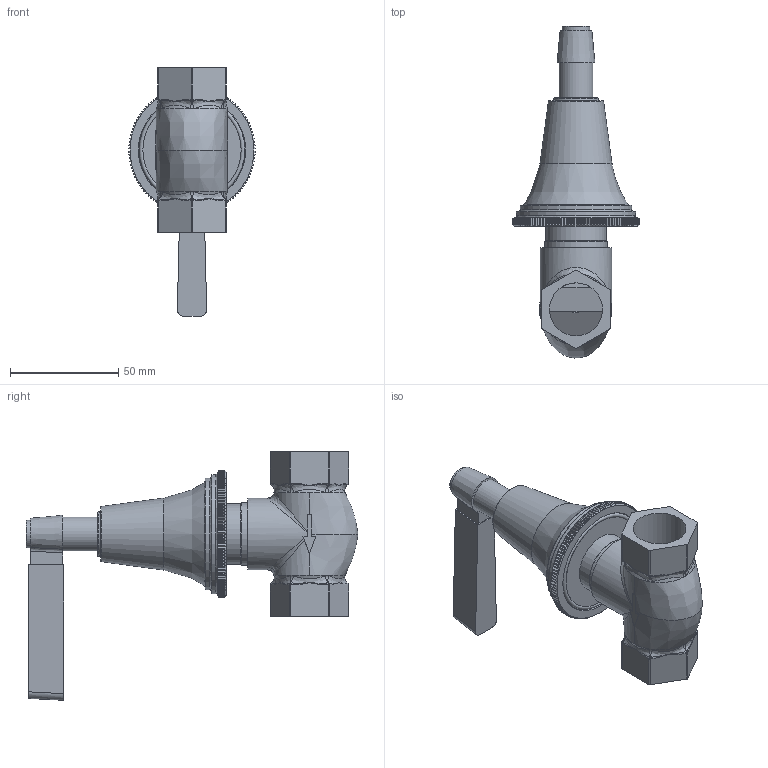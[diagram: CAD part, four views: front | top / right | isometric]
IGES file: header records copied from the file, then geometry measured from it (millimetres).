
Global section: file name: No Iges File Name specified; native system: Autodesk Inventor 2012; preprocessor: AutoDesk Inventor Iges Exporter R2012; author: adaniels; date: 20120917.102627; units: millimetre
Bounding box: 58.49 x 153.63 x 115.02 mm (x, y, z)
Volume: 124044 mm3; surface area: 63998 mm2
Topology: 20 solids, 20 shells, 1360 faces, 3174 edges, 1886 vertices
Faces by surface type: plane 605, cylinder 303, cone 266, revolution 90, bspline 59, torus 37
Full cylindrical faces by diameter (mm): 4 x3, 5.8 x1, 7 x1, 8 x1, 8.85 x1, 9.1 x1, 11.25 x2, 11.998 x1, 12.05 x3, 12.7 x1, 14.8 x1, 15.6 x4, 15.99 x3, 20.5 x1, 21.1 x1, 22.5 x1, 23.85 x1, 24 x1, 24.2 x1, 26.44 x1, 28 x1, 28.85 x1, 33 x1, 45.5 x1, 48.98 x1, 51.7 x1, 55.1 x1
